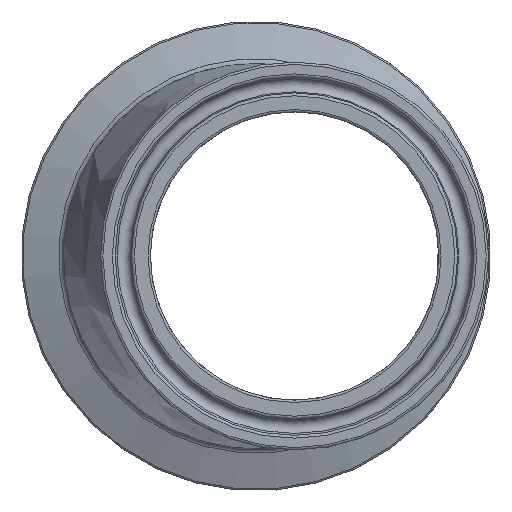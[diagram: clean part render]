
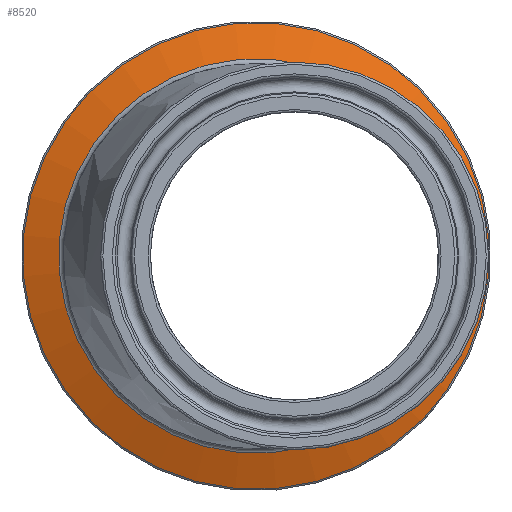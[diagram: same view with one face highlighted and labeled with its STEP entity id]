
A CAD part, left-side view. The second image highlights one B-rep face of the part: STEP entity #8520.
In plain terms, the highlighted conical face has half-angle 70 degrees and reference radius 35.223 mm.
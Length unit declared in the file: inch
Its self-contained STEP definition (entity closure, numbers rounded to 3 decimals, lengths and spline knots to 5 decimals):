
#16=CONICAL_SURFACE('',#8887,1.38675,70.);
#547=FACE_BOUND('',#1582,.T.);
#1041=FACE_OUTER_BOUND('',#1581,.T.);
#1581=EDGE_LOOP('',(#7916));
#1582=EDGE_LOOP('',(#7917));
#3260=CIRCLE('',#8886,1.51363);
#3261=CIRCLE('',#8888,1.27961);
#4122=VERTEX_POINT('',#19473);
#4123=VERTEX_POINT('',#19476);
#5394=EDGE_CURVE('',#4122,#4122,#3260,.T.);
#5395=EDGE_CURVE('',#4123,#4123,#3261,.T.);
#7916=ORIENTED_EDGE('',*,*,#5395,.F.);
#7917=ORIENTED_EDGE('',*,*,#5394,.F.);
#8520=ADVANCED_FACE('',(#1041,#547),#16,.T.);
#8886=AXIS2_PLACEMENT_3D('',#19474,#10024,#10025);
#8887=AXIS2_PLACEMENT_3D('',#19475,#10026,#10027);
#8888=AXIS2_PLACEMENT_3D('',#19477,#10028,#10029);
#10024=DIRECTION('center_axis',(1.,0.,0.));
#10025=DIRECTION('ref_axis',(0.,0.258,0.966));
#10026=DIRECTION('center_axis',(1.,0.,0.));
#10027=DIRECTION('ref_axis',(0.,-0.258,-0.966));
#10028=DIRECTION('center_axis',(-1.,0.,0.));
#10029=DIRECTION('ref_axis',(0.,0.258,0.966));
#19473=CARTESIAN_POINT('',(2.38441,-0.14088,-1.46229));
#19474=CARTESIAN_POINT('Origin',(2.38441,0.25,0.));
#19475=CARTESIAN_POINT('Origin',(2.33823,0.25,0.));
#19476=CARTESIAN_POINT('',(2.29923,-0.08045,-1.23621));
#19477=CARTESIAN_POINT('Origin',(2.29923,0.25,0.));
